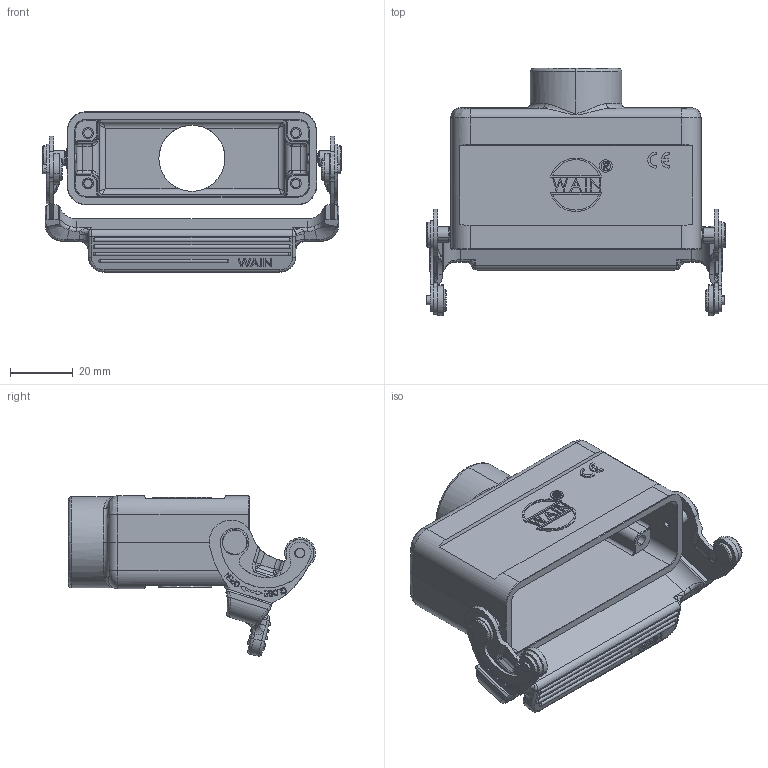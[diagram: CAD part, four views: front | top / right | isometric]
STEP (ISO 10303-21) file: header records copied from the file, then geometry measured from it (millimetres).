
FILE_DESCRIPTION(/* description */ (''),/* implementation_level */ '2;1');
FILE_NAME(/* name */ '3D_1100167211002_H16A-CCT-1L_SC-M20_V1.1.stp',/* time_stamp */ '2024-01-26T16:23:47+08:00',/* author */ (''),/* organization */ (''),/* preprocessor_version */ 'ST-DEVELOPER v18.1',/* originating_system */ 'SIEMENS PLM Software NX 1980',/* authorisation */ '');
FILE_SCHEMA (('AUTOMOTIVE_DESIGN { 1 0 10303 214 3 1 1 1 }'));
Length unit declared in the file: millimetre
Products named in the file (1): 3D_1100167211002_H16A-CCT-1L_SC-M20_V1.1
Bounding box: 94.7 x 78.49 x 50.93 mm (x, y, z)
Volume: 45048.6 mm3; surface area: 31966.1 mm2
Topology: 1 solids, 13 shells, 1243 faces, 3249 edges, 2109 vertices
Faces by surface type: plane 572, cylinder 472, bspline 63, torus 51, extrusion 41, cone 26, sphere 18
Entity records: 43606 total; most frequent: CARTESIAN_POINT 15305, ORIENTED_EDGE 6454, DIRECTION 4861, EDGE_CURVE 3227, VERTEX_POINT 2109, AXIS2_PLACEMENT_3D 1681, VECTOR 1499, LINE 1458
